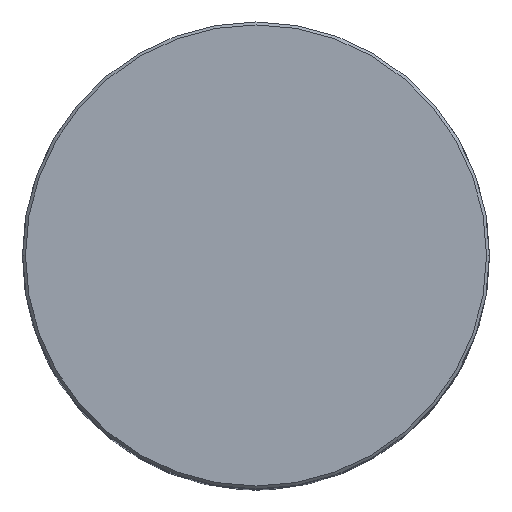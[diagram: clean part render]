
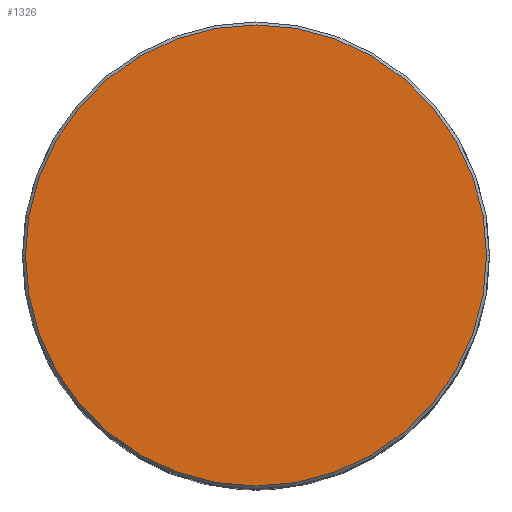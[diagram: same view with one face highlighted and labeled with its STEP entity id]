
A CAD part, top view. The second image highlights one B-rep face of the part: STEP entity #1326.
In plain terms, the highlighted planar face has unit normal (0, 0, 1).
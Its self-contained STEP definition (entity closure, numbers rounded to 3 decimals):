
#78 = CIRCLE ( 'NONE', #396, 7.9 ) ;
#207 = EDGE_CURVE ( 'NONE', #229, #527, #949, .T. ) ;
#226 = FACE_OUTER_BOUND ( 'NONE', #1034, .T. ) ;
#229 = VERTEX_POINT ( 'NONE', #666 ) ;
#244 = CARTESIAN_POINT ( 'NONE',  ( 0., 0., 0. ) ) ;
#396 = AXIS2_PLACEMENT_3D ( 'NONE', #1103, #881, #1599 ) ;
#477 = DIRECTION ( 'NONE',  ( 0., 0., 1. ) ) ;
#527 = VERTEX_POINT ( 'NONE', #677 ) ;
#585 = AXIS2_PLACEMENT_3D ( 'NONE', #244, #477, #1509 ) ;
#642 = ORIENTED_EDGE ( 'NONE', *, *, #207, .T. ) ;
#666 = CARTESIAN_POINT ( 'NONE',  ( -7.9, 0., 0. ) ) ;
#674 = DIRECTION ( 'NONE',  ( 1., 0., 0. ) ) ;
#677 = CARTESIAN_POINT ( 'NONE',  ( 7.9, 0., 0. ) ) ;
#730 = ORIENTED_EDGE ( 'NONE', *, *, #1038, .T. ) ;
#881 = DIRECTION ( 'NONE',  ( 0., 0., 1. ) ) ;
#949 = CIRCLE ( 'NONE', #997, 7.9 ) ;
#997 = AXIS2_PLACEMENT_3D ( 'NONE', #1288, #1438, #674 ) ;
#1034 = EDGE_LOOP ( 'NONE', ( #642, #730 ) ) ;
#1038 = EDGE_CURVE ( 'NONE', #527, #229, #78, .T. ) ;
#1103 = CARTESIAN_POINT ( 'NONE',  ( 0., 0., 0. ) ) ;
#1288 = CARTESIAN_POINT ( 'NONE',  ( 0., 0., 0. ) ) ;
#1326 = ADVANCED_FACE ( 'NONE', ( #226 ), #1604, .T. ) ;
#1438 = DIRECTION ( 'NONE',  ( 0., 0., 1. ) ) ;
#1509 = DIRECTION ( 'NONE',  ( 1., 0., 0. ) ) ;
#1599 = DIRECTION ( 'NONE',  ( 1., 0., 0. ) ) ;
#1604 = PLANE ( 'NONE',  #585 ) ;
